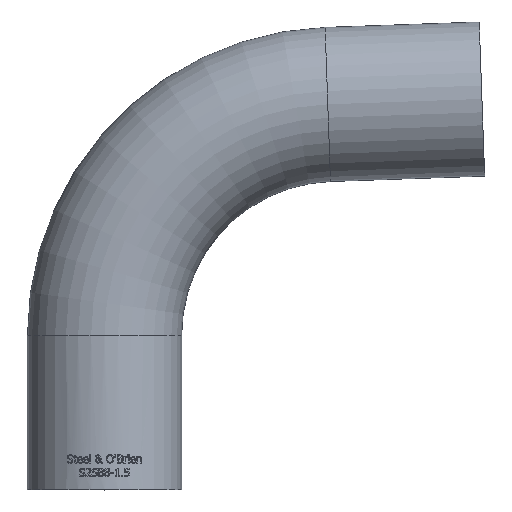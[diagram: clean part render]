
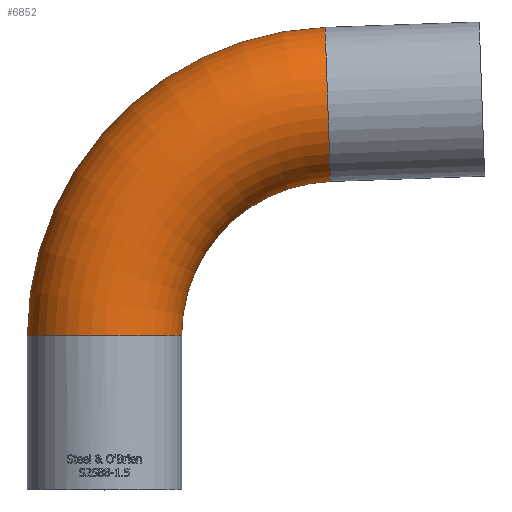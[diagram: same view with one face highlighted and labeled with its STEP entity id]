
A CAD part, top view. The second image highlights one B-rep face of the part: STEP entity #6852.
In plain terms, the highlighted toroidal (fillet/blend) face has major radius 57.15 mm and minor radius 19.05 mm.
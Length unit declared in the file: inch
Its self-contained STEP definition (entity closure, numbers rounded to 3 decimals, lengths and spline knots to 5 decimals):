
#14=TOROIDAL_SURFACE('',#7157,2.25,0.75);
#68=FACE_BOUND('',#1206,.T.);
#787=FACE_OUTER_BOUND('',#1205,.T.);
#1205=EDGE_LOOP('',(#6402));
#1206=EDGE_LOOP('',(#6403));
#1329=CIRCLE('',#7135,0.75);
#1335=CIRCLE('',#7156,0.75);
#3349=VERTEX_POINT('',#15980);
#3355=VERTEX_POINT('',#16007);
#4368=EDGE_CURVE('',#3349,#3349,#1329,.T.);
#4374=EDGE_CURVE('',#3355,#3355,#1335,.T.);
#6402=ORIENTED_EDGE('',*,*,#4374,.T.);
#6403=ORIENTED_EDGE('',*,*,#4368,.F.);
#6852=ADVANCED_FACE('',(#787,#68),#14,.T.);
#7135=AXIS2_PLACEMENT_3D('',#15981,#8170,#8171);
#7156=AXIS2_PLACEMENT_3D('',#16008,#8212,#8213);
#7157=AXIS2_PLACEMENT_3D('',#16009,#8214,#8215);
#8170=DIRECTION('center_axis',(0.,-1.,0.));
#8171=DIRECTION('ref_axis',(1.,0.,0.));
#8212=DIRECTION('center_axis',(-0.999,-0.035,0.));
#8213=DIRECTION('ref_axis',(0.035,-0.999,0.));
#8214=DIRECTION('center_axis',(0.,0.,-1.));
#8215=DIRECTION('ref_axis',(-1.,0.,0.));
#15980=CARTESIAN_POINT('',(-0.75,1.5,0.));
#15981=CARTESIAN_POINT('Origin',(0.,1.5,0.));
#16007=CARTESIAN_POINT('',(2.1453,4.49817,0.));
#16008=CARTESIAN_POINT('Origin',(2.17148,3.74863,0.));
#16009=CARTESIAN_POINT('Origin',(2.25,1.5,0.));
